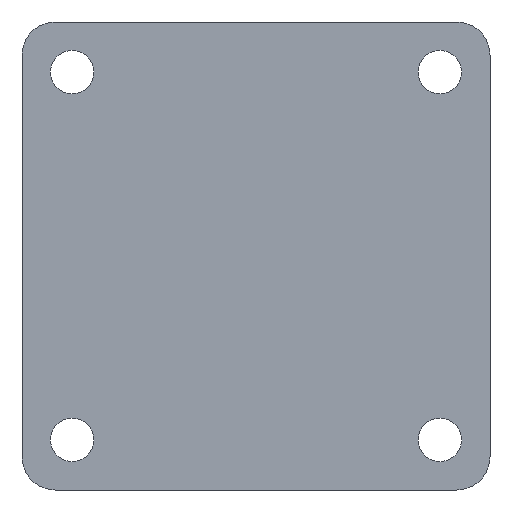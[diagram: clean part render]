
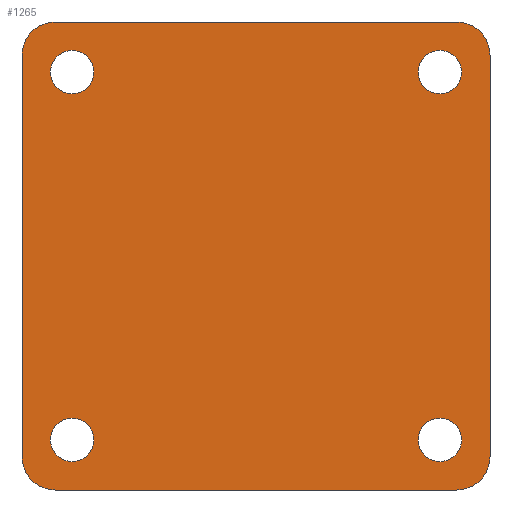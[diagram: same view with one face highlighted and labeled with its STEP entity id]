
A CAD part, front view. The second image highlights one B-rep face of the part: STEP entity #1265.
In plain terms, the highlighted planar face has unit normal (0, -1, 0).
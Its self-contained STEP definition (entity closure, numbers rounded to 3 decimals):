
#14 = ORIENTED_EDGE ( 'NONE', *, *, #1584, .T. ) ;
#16 = DIRECTION ( 'NONE',  ( -1., 0., 0. ) ) ;
#33 = EDGE_LOOP ( 'NONE', ( #1088, #14 ) ) ;
#35 = EDGE_LOOP ( 'NONE', ( #321, #916, #152, #60, #260, #909, #417, #1141 ) ) ;
#36 = EDGE_CURVE ( 'NONE', #246, #883, #413, .T. ) ;
#58 = CIRCLE ( 'NONE', #1037, 6.5 ) ;
#60 = ORIENTED_EDGE ( 'NONE', *, *, #278, .T. ) ;
#70 = CARTESIAN_POINT ( 'NONE',  ( -70., 0., -60. ) ) ;
#72 = DIRECTION ( 'NONE',  ( 0., 0., -1. ) ) ;
#98 = CARTESIAN_POINT ( 'NONE',  ( -70., 0., 70. ) ) ;
#99 = VERTEX_POINT ( 'NONE', #975 ) ;
#137 = CIRCLE ( 'NONE', #1007, 6.5 ) ;
#140 = CARTESIAN_POINT ( 'NONE',  ( -60., 0., -60. ) ) ;
#152 = ORIENTED_EDGE ( 'NONE', *, *, #431, .F. ) ;
#161 = DIRECTION ( 'NONE',  ( 0., 0., 1. ) ) ;
#172 = EDGE_CURVE ( 'NONE', #724, #1467, #1609, .T. ) ;
#174 = VERTEX_POINT ( 'NONE', #826 ) ;
#181 = DIRECTION ( 'NONE',  ( 0., 1., 0. ) ) ;
#196 = DIRECTION ( 'NONE',  ( 0., 1., 0. ) ) ;
#210 = CARTESIAN_POINT ( 'NONE',  ( 55., 0., 55. ) ) ;
#229 = CARTESIAN_POINT ( 'NONE',  ( -55., 0., -48.5 ) ) ;
#235 = EDGE_CURVE ( 'NONE', #385, #735, #1202, .T. ) ;
#246 = VERTEX_POINT ( 'NONE', #405 ) ;
#248 = FACE_OUTER_BOUND ( 'NONE', #35, .T. ) ;
#251 = ORIENTED_EDGE ( 'NONE', *, *, #1611, .T. ) ;
#260 = ORIENTED_EDGE ( 'NONE', *, *, #172, .F. ) ;
#265 = CARTESIAN_POINT ( 'NONE',  ( -55., 0., -55. ) ) ;
#278 = EDGE_CURVE ( 'NONE', #1144, #1467, #613, .T. ) ;
#316 = DIRECTION ( 'NONE',  ( 0., -1., 0. ) ) ;
#321 = ORIENTED_EDGE ( 'NONE', *, *, #1591, .F. ) ;
#338 = CARTESIAN_POINT ( 'NONE',  ( -55., 0., -55. ) ) ;
#344 = DIRECTION ( 'NONE',  ( 0., -1., 0. ) ) ;
#355 = CARTESIAN_POINT ( 'NONE',  ( 55., 0., 55. ) ) ;
#365 = AXIS2_PLACEMENT_3D ( 'NONE', #978, #871, #459 ) ;
#385 = VERTEX_POINT ( 'NONE', #1509 ) ;
#395 = CIRCLE ( 'NONE', #1292, 6.5 ) ;
#405 = CARTESIAN_POINT ( 'NONE',  ( -55., 0., 61.5 ) ) ;
#411 = DIRECTION ( 'NONE',  ( 0., 0., 1. ) ) ;
#413 = CIRCLE ( 'NONE', #1397, 6.5 ) ;
#414 = CARTESIAN_POINT ( 'NONE',  ( 70., 0., -60. ) ) ;
#415 = DIRECTION ( 'NONE',  ( 0., -1., 0. ) ) ;
#417 = ORIENTED_EDGE ( 'NONE', *, *, #235, .F. ) ;
#424 = DIRECTION ( 'NONE',  ( 0., 0., -1. ) ) ;
#431 = EDGE_CURVE ( 'NONE', #1144, #575, #1168, .T. ) ;
#459 = DIRECTION ( 'NONE',  ( 0., 0., -1. ) ) ;
#491 = CARTESIAN_POINT ( 'NONE',  ( 55., 0., -48.5 ) ) ;
#492 = ORIENTED_EDGE ( 'NONE', *, *, #1519, .T. ) ;
#509 = CIRCLE ( 'NONE', #1155, 6.5 ) ;
#518 = VERTEX_POINT ( 'NONE', #770 ) ;
#524 = CARTESIAN_POINT ( 'NONE',  ( 55., 0., -61.5 ) ) ;
#540 = DIRECTION ( 'NONE',  ( 0., 0., 1. ) ) ;
#543 = EDGE_LOOP ( 'NONE', ( #251, #1726 ) ) ;
#551 = EDGE_CURVE ( 'NONE', #174, #99, #1657, .T. ) ;
#554 = VERTEX_POINT ( 'NONE', #491 ) ;
#563 = CIRCLE ( 'NONE', #1099, 6.5 ) ;
#575 = VERTEX_POINT ( 'NONE', #1622 ) ;
#576 = EDGE_CURVE ( 'NONE', #724, #735, #896, .T. ) ;
#582 = CARTESIAN_POINT ( 'NONE',  ( -55., 0., 55. ) ) ;
#612 = DIRECTION ( 'NONE',  ( 0., 1., 0. ) ) ;
#613 = CIRCLE ( 'NONE', #1255, 10. ) ;
#631 = CARTESIAN_POINT ( 'NONE',  ( -55., 0., 55. ) ) ;
#641 = FACE_BOUND ( 'NONE', #33, .T. ) ;
#658 = CARTESIAN_POINT ( 'NONE',  ( 55., 0., -55. ) ) ;
#674 = CARTESIAN_POINT ( 'NONE',  ( 0., 0., 0. ) ) ;
#724 = VERTEX_POINT ( 'NONE', #70 ) ;
#725 = DIRECTION ( 'NONE',  ( 0., 0., -1. ) ) ;
#735 = VERTEX_POINT ( 'NONE', #1392 ) ;
#770 = CARTESIAN_POINT ( 'NONE',  ( -55., 0., -61.5 ) ) ;
#777 = VECTOR ( 'NONE', #16, 1000. ) ;
#783 = VECTOR ( 'NONE', #1691, 1000. ) ;
#789 = FACE_BOUND ( 'NONE', #543, .T. ) ;
#826 = CARTESIAN_POINT ( 'NONE',  ( 55., 0., 48.5 ) ) ;
#856 = DIRECTION ( 'NONE',  ( 0., 0., 1. ) ) ;
#870 = AXIS2_PLACEMENT_3D ( 'NONE', #658, #1321, #540 ) ;
#871 = DIRECTION ( 'NONE',  ( 0., -1., 0. ) ) ;
#874 = EDGE_CURVE ( 'NONE', #1271, #554, #1601, .T. ) ;
#875 = CARTESIAN_POINT ( 'NONE',  ( 70., 0., 70. ) ) ;
#882 = CARTESIAN_POINT ( 'NONE',  ( 55., 0., -55. ) ) ;
#883 = VERTEX_POINT ( 'NONE', #1190 ) ;
#896 = CIRCLE ( 'NONE', #1124, 10. ) ;
#898 = AXIS2_PLACEMENT_3D ( 'NONE', #1549, #344, #1536 ) ;
#909 = ORIENTED_EDGE ( 'NONE', *, *, #576, .T. ) ;
#916 = ORIENTED_EDGE ( 'NONE', *, *, #1104, .T. ) ;
#942 = CARTESIAN_POINT ( 'NONE',  ( -70., 0., 70. ) ) ;
#975 = CARTESIAN_POINT ( 'NONE',  ( 55., 0., 61.5 ) ) ;
#978 = CARTESIAN_POINT ( 'NONE',  ( 60., 0., 60. ) ) ;
#980 = EDGE_CURVE ( 'NONE', #1302, #518, #563, .T. ) ;
#990 = LINE ( 'NONE', #875, #1491 ) ;
#997 = CARTESIAN_POINT ( 'NONE',  ( -70., 0., 60. ) ) ;
#1007 = AXIS2_PLACEMENT_3D ( 'NONE', #882, #1131, #1393 ) ;
#1012 = VERTEX_POINT ( 'NONE', #414 ) ;
#1037 = AXIS2_PLACEMENT_3D ( 'NONE', #631, #181, #1421 ) ;
#1049 = DIRECTION ( 'NONE',  ( 0., -1., 0. ) ) ;
#1064 = AXIS2_PLACEMENT_3D ( 'NONE', #210, #1162, #1698 ) ;
#1070 = AXIS2_PLACEMENT_3D ( 'NONE', #674, #1049, #1342 ) ;
#1073 = CARTESIAN_POINT ( 'NONE',  ( -70., 0., -70. ) ) ;
#1080 = FACE_BOUND ( 'NONE', #1251, .T. ) ;
#1088 = ORIENTED_EDGE ( 'NONE', *, *, #980, .T. ) ;
#1092 = EDGE_CURVE ( 'NONE', #385, #1012, #1659, .T. ) ;
#1099 = AXIS2_PLACEMENT_3D ( 'NONE', #265, #1371, #161 ) ;
#1104 = EDGE_CURVE ( 'NONE', #1610, #575, #1462, .T. ) ;
#1124 = AXIS2_PLACEMENT_3D ( 'NONE', #140, #415, #424 ) ;
#1131 = DIRECTION ( 'NONE',  ( 0., 1., 0. ) ) ;
#1141 = ORIENTED_EDGE ( 'NONE', *, *, #1092, .T. ) ;
#1143 = CARTESIAN_POINT ( 'NONE',  ( -60., 0., 60. ) ) ;
#1144 = VERTEX_POINT ( 'NONE', #1453 ) ;
#1155 = AXIS2_PLACEMENT_3D ( 'NONE', #338, #612, #856 ) ;
#1162 = DIRECTION ( 'NONE',  ( 0., 1., 0. ) ) ;
#1168 = LINE ( 'NONE', #98, #783 ) ;
#1185 = ORIENTED_EDGE ( 'NONE', *, *, #36, .T. ) ;
#1190 = CARTESIAN_POINT ( 'NONE',  ( -55., 0., 48.5 ) ) ;
#1202 = LINE ( 'NONE', #1073, #777 ) ;
#1230 = VECTOR ( 'NONE', #411, 1000. ) ;
#1251 = EDGE_LOOP ( 'NONE', ( #1185, #1252 ) ) ;
#1252 = ORIENTED_EDGE ( 'NONE', *, *, #1559, .T. ) ;
#1255 = AXIS2_PLACEMENT_3D ( 'NONE', #1143, #316, #725 ) ;
#1258 = DIRECTION ( 'NONE',  ( 0., 0., 1. ) ) ;
#1265 = ADVANCED_FACE ( 'NONE', ( #1080, #1616, #789, #641, #248 ), #1714, .T. ) ;
#1271 = VERTEX_POINT ( 'NONE', #524 ) ;
#1292 = AXIS2_PLACEMENT_3D ( 'NONE', #355, #1530, #1258 ) ;
#1302 = VERTEX_POINT ( 'NONE', #229 ) ;
#1321 = DIRECTION ( 'NONE',  ( 0., 1., 0. ) ) ;
#1342 = DIRECTION ( 'NONE',  ( 0., 0., -1. ) ) ;
#1371 = DIRECTION ( 'NONE',  ( 0., 1., 0. ) ) ;
#1392 = CARTESIAN_POINT ( 'NONE',  ( -60., 0., -70. ) ) ;
#1393 = DIRECTION ( 'NONE',  ( 0., 0., 1. ) ) ;
#1397 = AXIS2_PLACEMENT_3D ( 'NONE', #582, #196, #1654 ) ;
#1421 = DIRECTION ( 'NONE',  ( 0., 0., 1. ) ) ;
#1453 = CARTESIAN_POINT ( 'NONE',  ( -60., 0., 70. ) ) ;
#1462 = CIRCLE ( 'NONE', #365, 10. ) ;
#1467 = VERTEX_POINT ( 'NONE', #997 ) ;
#1491 = VECTOR ( 'NONE', #72, 1000. ) ;
#1500 = EDGE_LOOP ( 'NONE', ( #492, #1566 ) ) ;
#1509 = CARTESIAN_POINT ( 'NONE',  ( 60., 0., -70. ) ) ;
#1519 = EDGE_CURVE ( 'NONE', #554, #1271, #137, .T. ) ;
#1530 = DIRECTION ( 'NONE',  ( 0., 1., 0. ) ) ;
#1536 = DIRECTION ( 'NONE',  ( 0., 0., -1. ) ) ;
#1549 = CARTESIAN_POINT ( 'NONE',  ( 60., 0., -60. ) ) ;
#1558 = CARTESIAN_POINT ( 'NONE',  ( 70., 0., 60. ) ) ;
#1559 = EDGE_CURVE ( 'NONE', #883, #246, #58, .T. ) ;
#1566 = ORIENTED_EDGE ( 'NONE', *, *, #874, .T. ) ;
#1584 = EDGE_CURVE ( 'NONE', #518, #1302, #509, .T. ) ;
#1591 = EDGE_CURVE ( 'NONE', #1610, #1012, #990, .T. ) ;
#1601 = CIRCLE ( 'NONE', #870, 6.5 ) ;
#1609 = LINE ( 'NONE', #942, #1230 ) ;
#1610 = VERTEX_POINT ( 'NONE', #1558 ) ;
#1611 = EDGE_CURVE ( 'NONE', #99, #174, #395, .T. ) ;
#1616 = FACE_BOUND ( 'NONE', #1500, .T. ) ;
#1622 = CARTESIAN_POINT ( 'NONE',  ( 60., 0., 70. ) ) ;
#1654 = DIRECTION ( 'NONE',  ( 0., 0., 1. ) ) ;
#1657 = CIRCLE ( 'NONE', #1064, 6.5 ) ;
#1659 = CIRCLE ( 'NONE', #898, 10. ) ;
#1691 = DIRECTION ( 'NONE',  ( 1., 0., 0. ) ) ;
#1698 = DIRECTION ( 'NONE',  ( 0., 0., 1. ) ) ;
#1714 = PLANE ( 'NONE',  #1070 ) ;
#1726 = ORIENTED_EDGE ( 'NONE', *, *, #551, .T. ) ;
